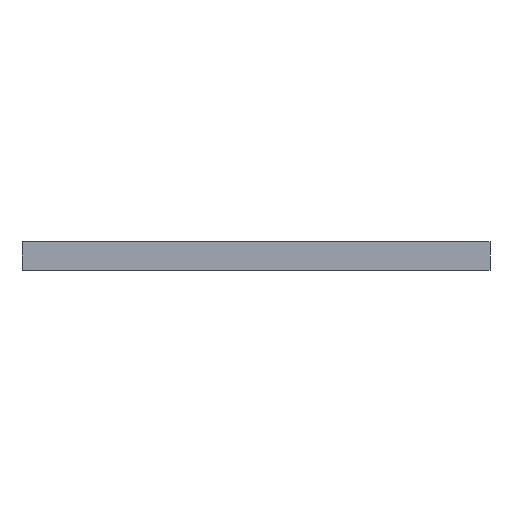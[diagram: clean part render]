
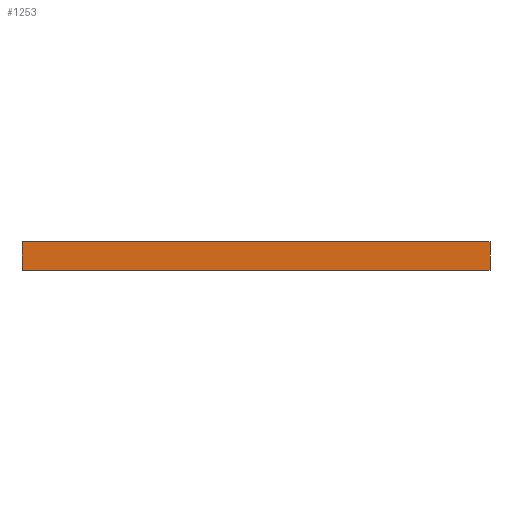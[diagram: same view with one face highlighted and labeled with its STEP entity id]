
A CAD part, front view. The second image highlights one B-rep face of the part: STEP entity #1253.
In plain terms, the highlighted planar face has unit normal (0, -1, 0).
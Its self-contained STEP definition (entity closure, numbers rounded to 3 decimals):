
#267=FACE_OUTER_BOUND('',#357,.T.);
#357=EDGE_LOOP('',(#1065,#1066,#1067,#1068));
#471=LINE('',#2145,#549);
#472=LINE('',#2147,#550);
#473=LINE('',#2149,#551);
#474=LINE('',#2150,#552);
#549=VECTOR('',#1802,10.);
#550=VECTOR('',#1803,10.);
#551=VECTOR('',#1804,10.);
#552=VECTOR('',#1805,10.);
#661=VERTEX_POINT('',#2143);
#662=VERTEX_POINT('',#2144);
#663=VERTEX_POINT('',#2146);
#664=VERTEX_POINT('',#2148);
#819=EDGE_CURVE('',#661,#662,#471,.T.);
#820=EDGE_CURVE('',#662,#663,#472,.T.);
#821=EDGE_CURVE('',#664,#663,#473,.T.);
#822=EDGE_CURVE('',#661,#664,#474,.T.);
#1065=ORIENTED_EDGE('',*,*,#819,.T.);
#1066=ORIENTED_EDGE('',*,*,#820,.T.);
#1067=ORIENTED_EDGE('',*,*,#821,.F.);
#1068=ORIENTED_EDGE('',*,*,#822,.F.);
#1180=PLANE('',#1424);
#1253=ADVANCED_FACE('',(#267),#1180,.T.);
#1424=AXIS2_PLACEMENT_3D('',#2142,#1800,#1801);
#1800=DIRECTION('center_axis',(0.,-1.,0.));
#1801=DIRECTION('ref_axis',(-1.,0.,0.));
#1802=DIRECTION('',(-1.,0.,0.));
#1803=DIRECTION('',(0.,0.,-1.));
#1804=DIRECTION('',(-1.,0.,0.));
#1805=DIRECTION('',(0.,0.,-1.));
#2142=CARTESIAN_POINT('Origin',(263.725,-44.25,0.));
#2143=CARTESIAN_POINT('',(263.725,-44.25,0.));
#2144=CARTESIAN_POINT('',(-44.25,-44.25,0.));
#2145=CARTESIAN_POINT('',(263.725,-44.25,0.));
#2146=CARTESIAN_POINT('',(-44.25,-44.25,-19.05));
#2147=CARTESIAN_POINT('',(-44.25,-44.25,0.));
#2148=CARTESIAN_POINT('',(263.725,-44.25,-19.05));
#2149=CARTESIAN_POINT('',(263.725,-44.25,-19.05));
#2150=CARTESIAN_POINT('',(263.725,-44.25,0.));
